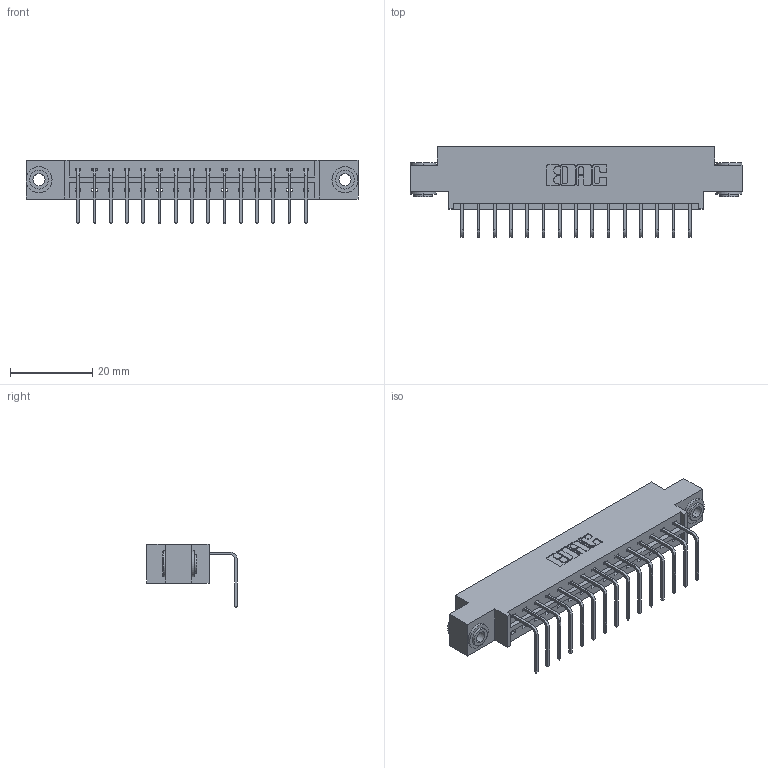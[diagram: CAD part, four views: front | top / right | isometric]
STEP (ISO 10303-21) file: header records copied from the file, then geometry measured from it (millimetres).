
FILE_DESCRIPTION (( 'STEP AP203' ), '1' );
FILE_NAME ('833-015-558-603.STEP', '2020-05-31T16:24:10', ( '' ), ( '' ), 'SwSTEP 2.0', 'SolidWorks 2020', '' );
FILE_SCHEMA (( 'CONFIG_CONTROL_DESIGN' ));
Length unit declared in the file: inch
Products named in the file (4): 833-015-558-603; 345-292-001_558 Tail - 2; 345-250-002_345-250-002-102; 833 Part_Offset - .156 Dia - TH
Assembly tree (18 placements, depth 2):
  833-015-558-603
    833 Part_Offset - .156 Dia - TH
    345-292-001_558 Tail - 2  x15
    345-250-002_345-250-002-102  x2
Bounding box: 80.98 x 22.17 x 15.37 mm (x, y, z)
Volume: 7757.8 mm3; surface area: 8949.1 mm2
Topology: 18 solids, 18 shells, 1056 faces, 3129 edges, 2062 vertices
Faces by surface type: plane 744, cylinder 304, cone 8
Entity records: 13528 total; most frequent: CARTESIAN_POINT 2318, ORIENTED_EDGE 2262, DIRECTION 2043, EDGE_CURVE 1131, VECTOR 979, LINE 979, VERTEX_POINT 750, AXIS2_PLACEMENT_3D 532
